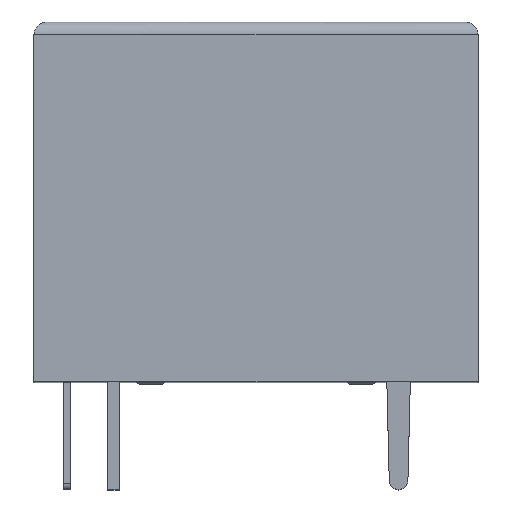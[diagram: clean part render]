
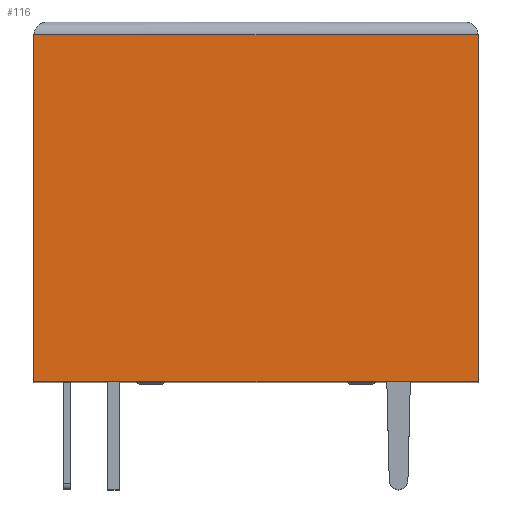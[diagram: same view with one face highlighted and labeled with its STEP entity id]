
A CAD part, top view. The second image highlights one B-rep face of the part: STEP entity #116.
In plain terms, the highlighted planar face has unit normal (0, 0, 1).
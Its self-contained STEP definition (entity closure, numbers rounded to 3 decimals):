
#116=ADVANCED_FACE('',(#218),#219,.T.);
#218=FACE_OUTER_BOUND('',#347,.T.);
#219=PLANE('',#348);
#347=EDGE_LOOP('',(#691,#692,#693,#694));
#348=AXIS2_PLACEMENT_3D('',#695,#696,#697);
#691=ORIENTED_EDGE('',*,*,#978,.T.);
#692=ORIENTED_EDGE('',*,*,#979,.T.);
#693=ORIENTED_EDGE('',*,*,#980,.T.);
#694=ORIENTED_EDGE('',*,*,#975,.T.);
#695=CARTESIAN_POINT('',(12.5,7.425,7.7));
#696=DIRECTION('',(0.,0.,1.0));
#697=DIRECTION('',(0.,1.0,0.));
#975=EDGE_CURVE('',#1208,#1206,#1209,.T.);
#978=EDGE_CURVE('',#1206,#1213,#1214,.T.);
#979=EDGE_CURVE('',#1213,#1215,#1216,.T.);
#980=EDGE_CURVE('',#1215,#1208,#1217,.T.);
#1206=VERTEX_POINT('',#1549);
#1208=VERTEX_POINT('',#1551);
#1209=LINE('',#1552,#1553);
#1213=VERTEX_POINT('',#1558);
#1214=LINE('',#1559,#1560);
#1215=VERTEX_POINT('',#1561);
#1216=LINE('',#1562,#1563);
#1217=LINE('',#1564,#1565);
#1549=CARTESIAN_POINT('',(-9.5,14.85,7.7));
#1551=CARTESIAN_POINT('',(9.5,14.85,7.7));
#1552=CARTESIAN_POINT('',(12.5,14.85,7.7));
#1553=VECTOR('',#1743,1.0);
#1558=CARTESIAN_POINT('',(-9.5,0.0,7.7));
#1559=CARTESIAN_POINT('',(-9.5,7.425,7.7));
#1560=VECTOR('',#1748,1.0);
#1561=CARTESIAN_POINT('',(9.5,0.0,7.7));
#1562=CARTESIAN_POINT('',(9.9,0.0,7.7));
#1563=VECTOR('',#1749,1.0);
#1564=CARTESIAN_POINT('',(9.5,7.425,7.7));
#1565=VECTOR('',#1750,1.0);
#1743=DIRECTION('',(-1.0,0.0,0.));
#1748=DIRECTION('',(0.,-1.0,0.));
#1749=DIRECTION('',(1.0,-0.0,0.));
#1750=DIRECTION('',(0.,1.0,0.));
